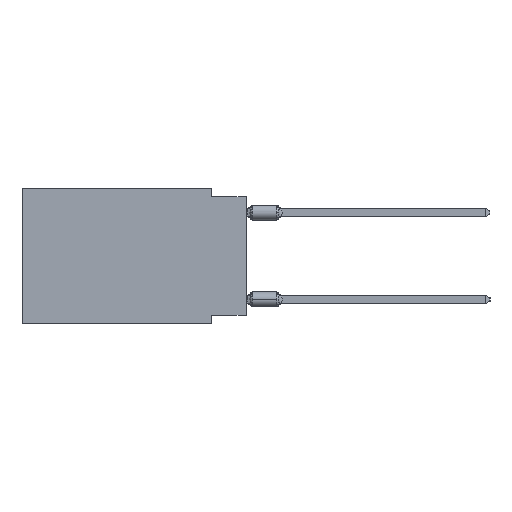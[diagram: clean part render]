
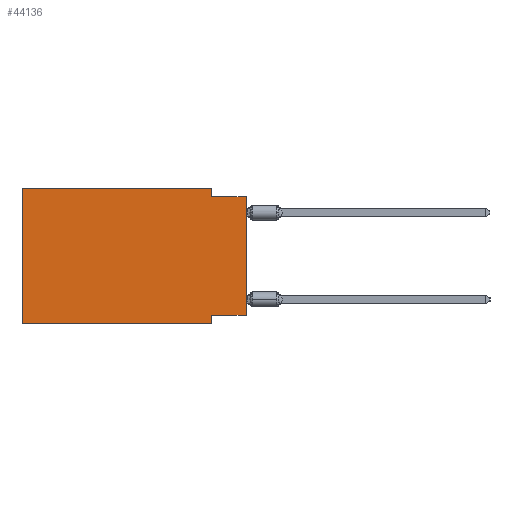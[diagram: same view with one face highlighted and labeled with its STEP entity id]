
A CAD part, left-side view. The second image highlights one B-rep face of the part: STEP entity #44136.
In plain terms, the highlighted planar face has unit normal (-1, 0, 0).
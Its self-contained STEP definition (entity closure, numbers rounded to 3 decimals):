
#2133 = ORIENTED_EDGE ( 'NONE', *, *, #7691, .F. ) ;
#2174 = ORIENTED_EDGE ( 'NONE', *, *, #52377, .F. ) ;
#2630 = LINE ( 'NONE', #7980, #4514 ) ;
#3227 = CARTESIAN_POINT ( 'NONE',  ( 0., 2.54, -0.635 ) ) ;
#4242 = DIRECTION ( 'NONE',  ( 1., 0., 0. ) ) ;
#4514 = VECTOR ( 'NONE', #28108, 1000. ) ;
#5943 = VECTOR ( 'NONE', #50395, 1000. ) ;
#7170 = CARTESIAN_POINT ( 'NONE',  ( 0., 0., -0.635 ) ) ;
#7691 = EDGE_CURVE ( 'NONE', #27857, #32136, #13447, .T. ) ;
#7980 = CARTESIAN_POINT ( 'NONE',  ( 0., 16.383, 0. ) ) ;
#8739 = LINE ( 'NONE', #28531, #15409 ) ;
#10417 = VECTOR ( 'NONE', #46208, 1000. ) ;
#10705 = CARTESIAN_POINT ( 'NONE',  ( 0., 16.383, 0. ) ) ;
#11601 = DIRECTION ( 'NONE',  ( 0., 1., 0. ) ) ;
#11962 = CARTESIAN_POINT ( 'NONE',  ( 0., 2.54, 0. ) ) ;
#12187 = LINE ( 'NONE', #7170, #49983 ) ;
#12470 = ORIENTED_EDGE ( 'NONE', *, *, #48298, .T. ) ;
#12786 = CARTESIAN_POINT ( 'NONE',  ( 0., 16.383, 0. ) ) ;
#13447 = LINE ( 'NONE', #12786, #33548 ) ;
#13852 = LINE ( 'NONE', #15168, #5943 ) ;
#14924 = EDGE_CURVE ( 'NONE', #32136, #40685, #16983, .T. ) ;
#15168 = CARTESIAN_POINT ( 'NONE',  ( 0., 2.54, -9.906 ) ) ;
#15409 = VECTOR ( 'NONE', #38950, 1000. ) ;
#16102 = VERTEX_POINT ( 'NONE', #52549 ) ;
#16983 = LINE ( 'NONE', #11962, #22826 ) ;
#17675 = VERTEX_POINT ( 'NONE', #48468 ) ;
#20506 = VERTEX_POINT ( 'NONE', #47847 ) ;
#22663 = LINE ( 'NONE', #32727, #52636 ) ;
#22826 = VECTOR ( 'NONE', #32432, 1000. ) ;
#22906 = ORIENTED_EDGE ( 'NONE', *, *, #55896, .F. ) ;
#23107 = VERTEX_POINT ( 'NONE', #61412 ) ;
#27761 = EDGE_CURVE ( 'NONE', #16102, #17675, #8739, .T. ) ;
#27857 = VERTEX_POINT ( 'NONE', #10705 ) ;
#28108 = DIRECTION ( 'NONE',  ( 0., 0., 1. ) ) ;
#28531 = CARTESIAN_POINT ( 'NONE',  ( 0., 16.383, -9.906 ) ) ;
#30861 = ORIENTED_EDGE ( 'NONE', *, *, #27761, .T. ) ;
#32136 = VERTEX_POINT ( 'NONE', #46097 ) ;
#32432 = DIRECTION ( 'NONE',  ( 0., 0., -1. ) ) ;
#32727 = CARTESIAN_POINT ( 'NONE',  ( 0., 0., -9.271 ) ) ;
#33189 = CARTESIAN_POINT ( 'NONE',  ( 0., 0., -0.635 ) ) ;
#33548 = VECTOR ( 'NONE', #37977, 1000. ) ;
#34220 = VERTEX_POINT ( 'NONE', #33189 ) ;
#37177 = EDGE_CURVE ( 'NONE', #20506, #23107, #22663, .T. ) ;
#37977 = DIRECTION ( 'NONE',  ( 0., -1., 0. ) ) ;
#38346 = DIRECTION ( 'NONE',  ( 0., -1., 0. ) ) ;
#38406 = ORIENTED_EDGE ( 'NONE', *, *, #14924, .F. ) ;
#38950 = DIRECTION ( 'NONE',  ( 0., -1., 0. ) ) ;
#39468 = PLANE ( 'NONE',  #45409 ) ;
#40450 = DIRECTION ( 'NONE',  ( 0., 0., -1. ) ) ;
#40685 = VERTEX_POINT ( 'NONE', #3227 ) ;
#43903 = ORIENTED_EDGE ( 'NONE', *, *, #46093, .F. ) ;
#44136 = ADVANCED_FACE ( 'NONE', ( #49509 ), #39468, .F. ) ;
#45409 = AXIS2_PLACEMENT_3D ( 'NONE', #59877, #4242, #40450 ) ;
#46093 = EDGE_CURVE ( 'NONE', #23107, #17675, #13852, .T. ) ;
#46097 = CARTESIAN_POINT ( 'NONE',  ( 0., 2.54, 0. ) ) ;
#46208 = DIRECTION ( 'NONE',  ( 0., 0., 1. ) ) ;
#47847 = CARTESIAN_POINT ( 'NONE',  ( 0., 0., -9.271 ) ) ;
#48298 = EDGE_CURVE ( 'NONE', #20506, #34220, #61290, .T. ) ;
#48468 = CARTESIAN_POINT ( 'NONE',  ( 0., 2.54, -9.906 ) ) ;
#48789 = EDGE_LOOP ( 'NONE', ( #12470, #22906, #38406, #2133, #2174, #30861, #43903, #58664 ) ) ;
#49509 = FACE_OUTER_BOUND ( 'NONE', #48789, .T. ) ;
#49983 = VECTOR ( 'NONE', #38346, 1000. ) ;
#50395 = DIRECTION ( 'NONE',  ( 0., 0., -1. ) ) ;
#51904 = CARTESIAN_POINT ( 'NONE',  ( 0., 0., 0. ) ) ;
#52377 = EDGE_CURVE ( 'NONE', #16102, #27857, #2630, .T. ) ;
#52549 = CARTESIAN_POINT ( 'NONE',  ( 0., 16.383, -9.906 ) ) ;
#52636 = VECTOR ( 'NONE', #11601, 1000. ) ;
#55896 = EDGE_CURVE ( 'NONE', #40685, #34220, #12187, .T. ) ;
#58664 = ORIENTED_EDGE ( 'NONE', *, *, #37177, .F. ) ;
#59877 = CARTESIAN_POINT ( 'NONE',  ( 0., 16.383, 0. ) ) ;
#61290 = LINE ( 'NONE', #51904, #10417 ) ;
#61412 = CARTESIAN_POINT ( 'NONE',  ( 0., 2.54, -9.271 ) ) ;
